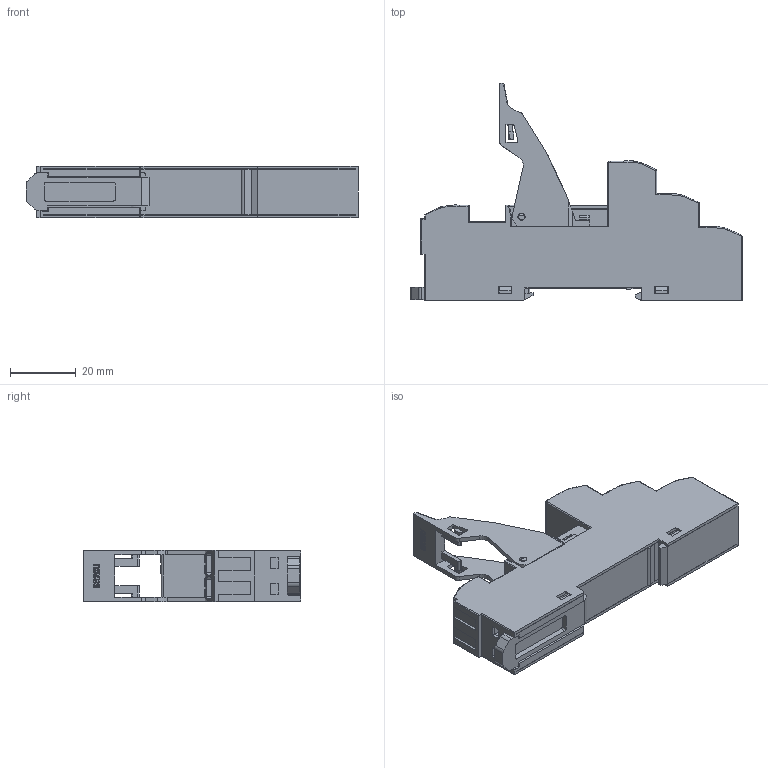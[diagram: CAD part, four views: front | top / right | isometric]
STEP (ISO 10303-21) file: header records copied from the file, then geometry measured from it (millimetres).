
FILE_DESCRIPTION((''),'2;1');
FILE_NAME('C021882401_ASM','2019-07-01T15:46:08',('SESA467563'),('Schneider-Electric'),'CREO PARAMETRIC BY PTC INC, 2018300','CREO PARAMETRIC BY PTC INC, 2018300','');
FILE_SCHEMA(('CONFIG_CONTROL_DESIGN'));
Products named in the file (3): C021882396; C021882397; C021882401_ASM
Assembly tree (2 placements, depth 2):
  C021882401_ASM
    C021882396
    C021882397
Bounding box: 101.2 x 66.15 x 15.85 mm (x, y, z)
Volume: 39479.5 mm3; surface area: 24899.2 mm2
Topology: 2 solids, 4 shells, 1776 faces, 5185 edges, 3372 vertices
Faces by surface type: plane 1221, cylinder 424, extrusion 38, cone 35, torus 24, bspline 20, sphere 14
Entity records: 61882 total; most frequent: CARTESIAN_POINT 15467, ORIENTED_EDGE 10342, DIRECTION 8650, EDGE_CURVE 5171, VECTOR 3936, LINE 3898, VERTEX_POINT 3372, AXIS2_PLACEMENT_3D 2357
